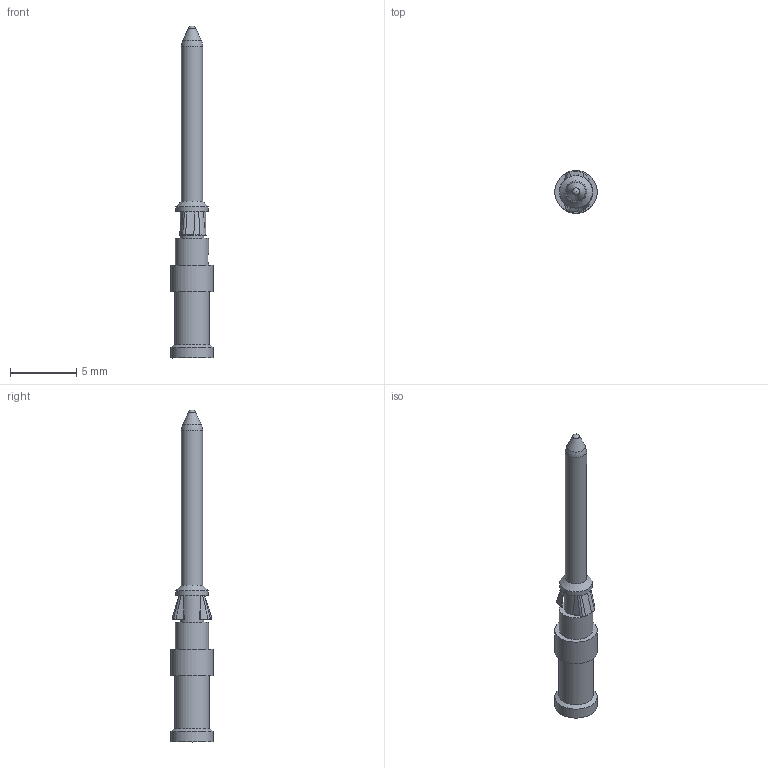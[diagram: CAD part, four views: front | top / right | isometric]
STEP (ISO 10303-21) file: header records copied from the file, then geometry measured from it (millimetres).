
FILE_DESCRIPTION(/* description */ (''),/* implementation_level */ '2;1');
FILE_NAME(/* name */ '3D_CDGM-0.75.stp',/* time_stamp */ '2026-02-18T22:53:21+03:00',/* author */ ('krute'),/* organization */ (''),/* preprocessor_version */ 'ST-DEVELOPER v20.1',/* originating_system */ 'Autodesk Inventor 2026',/* authorisation */ '');
FILE_SCHEMA (('CONFIG_CONTROL_DESIGN'));
Length unit declared in the file: millimetre
Products named in the file (1): 3D_1010172100601_CDGM-0.75_V1.0
Bounding box: 3.2 x 3.2 x 25 mm (x, y, z)
Volume: 74.1 mm3; surface area: 236.3 mm2
Topology: 1 solids, 1 shells, 71 faces, 188 edges, 120 vertices
Faces by surface type: bspline 45, plane 11, cylinder 9, cone 5, sphere 1
Full cylindrical faces by diameter (mm): 0.9 x1, 1.3 x1, 1.6 x1, 1.8 x1, 2.45 x1, 2.52 x1, 2.6 x1, 3.2 x2
Entity records: 4327 total; most frequent: CARTESIAN_POINT 2805, ORIENTED_EDGE 372, DIRECTION 192, EDGE_CURVE 186, VERTEX_POINT 120, B_SPLINE_CURVE_WITH_KNOTS 87, EDGE_LOOP 76, FACE_OUTER_BOUND 71
